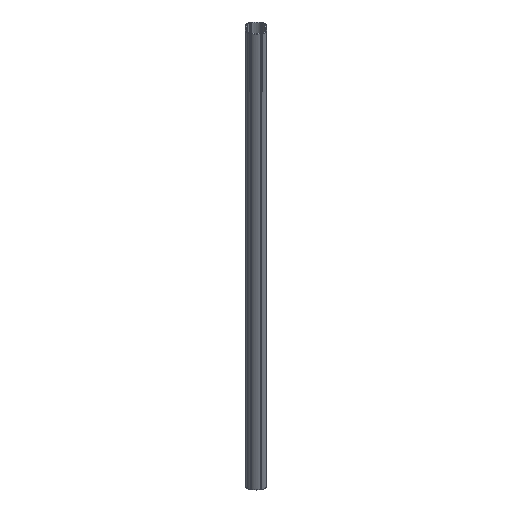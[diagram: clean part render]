
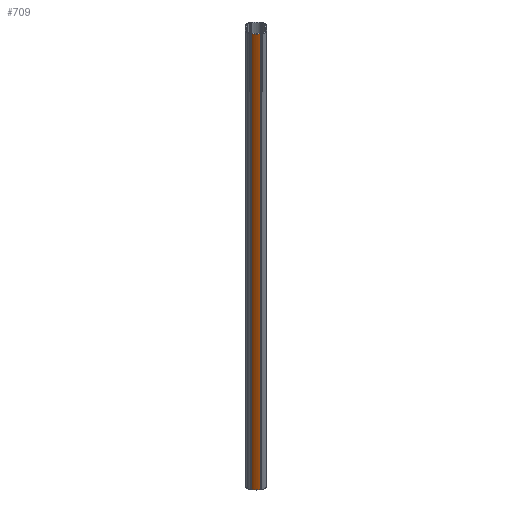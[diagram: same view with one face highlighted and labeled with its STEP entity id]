
A CAD part, isometric view. The second image highlights one B-rep face of the part: STEP entity #709.
In plain terms, the highlighted cylindrical face has radius 19 mm (diameter 38 mm), a partial arc.
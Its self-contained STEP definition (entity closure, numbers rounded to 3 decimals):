
#206 = ORIENTED_EDGE ( 'NONE', *, *, #981, .T. ) ;
#287 = DIRECTION ( 'NONE',  ( 0., 0., -1. ) ) ;
#320 = LINE ( 'NONE', #1886, #771 ) ;
#375 = DIRECTION ( 'NONE',  ( 1., 0., 0. ) ) ;
#392 = ORIENTED_EDGE ( 'NONE', *, *, #459, .T. ) ;
#459 = EDGE_CURVE ( 'NONE', #2180, #1460, #627, .T. ) ;
#508 = DIRECTION ( 'NONE',  ( 0., 0., -1. ) ) ;
#590 = CIRCLE ( 'NONE', #874, 19. ) ;
#627 = CIRCLE ( 'NONE', #1735, 19. ) ;
#640 = DIRECTION ( 'NONE',  ( -1., 0., 0. ) ) ;
#702 = DIRECTION ( 'NONE',  ( 0., 0., 1. ) ) ;
#703 = ORIENTED_EDGE ( 'NONE', *, *, #1769, .F. ) ;
#709 = ADVANCED_FACE ( 'NONE', ( #1485 ), #998, .T. ) ;
#771 = VECTOR ( 'NONE', #287, 1000. ) ;
#864 = ORIENTED_EDGE ( 'NONE', *, *, #1067, .F. ) ;
#874 = AXIS2_PLACEMENT_3D ( 'NONE', #1052, #702, #881 ) ;
#879 = DIRECTION ( 'NONE',  ( 0., 0., 1. ) ) ;
#881 = DIRECTION ( 'NONE',  ( 1., 0., 0. ) ) ;
#894 = VERTEX_POINT ( 'NONE', #1490 ) ;
#981 = EDGE_CURVE ( 'NONE', #1539, #2180, #320, .T. ) ;
#998 = CYLINDRICAL_SURFACE ( 'NONE', #1816, 19. ) ;
#1026 = CARTESIAN_POINT ( 'NONE',  ( -6.131, -17.984, 0. ) ) ;
#1052 = CARTESIAN_POINT ( 'NONE',  ( 0., 0., 1000. ) ) ;
#1067 = EDGE_CURVE ( 'NONE', #1539, #894, #590, .T. ) ;
#1236 = CARTESIAN_POINT ( 'NONE',  ( -17.984, -6.131, 1000. ) ) ;
#1460 = VERTEX_POINT ( 'NONE', #1026 ) ;
#1485 = FACE_OUTER_BOUND ( 'NONE', #2115, .T. ) ;
#1490 = CARTESIAN_POINT ( 'NONE',  ( -6.131, -17.984, 1000. ) ) ;
#1539 = VERTEX_POINT ( 'NONE', #1236 ) ;
#1695 = VECTOR ( 'NONE', #508, 1000. ) ;
#1735 = AXIS2_PLACEMENT_3D ( 'NONE', #1912, #879, #375 ) ;
#1769 = EDGE_CURVE ( 'NONE', #894, #1460, #2058, .T. ) ;
#1816 = AXIS2_PLACEMENT_3D ( 'NONE', #2188, #2207, #640 ) ;
#1876 = CARTESIAN_POINT ( 'NONE',  ( -6.131, -17.984, 1000. ) ) ;
#1886 = CARTESIAN_POINT ( 'NONE',  ( -17.984, -6.131, 1000. ) ) ;
#1895 = CARTESIAN_POINT ( 'NONE',  ( -17.984, -6.131, 0. ) ) ;
#1912 = CARTESIAN_POINT ( 'NONE',  ( 0., 0., 0. ) ) ;
#2058 = LINE ( 'NONE', #1876, #1695 ) ;
#2115 = EDGE_LOOP ( 'NONE', ( #392, #703, #864, #206 ) ) ;
#2180 = VERTEX_POINT ( 'NONE', #1895 ) ;
#2188 = CARTESIAN_POINT ( 'NONE',  ( 0., 0., 1000. ) ) ;
#2207 = DIRECTION ( 'NONE',  ( 0., 0., -1. ) ) ;
